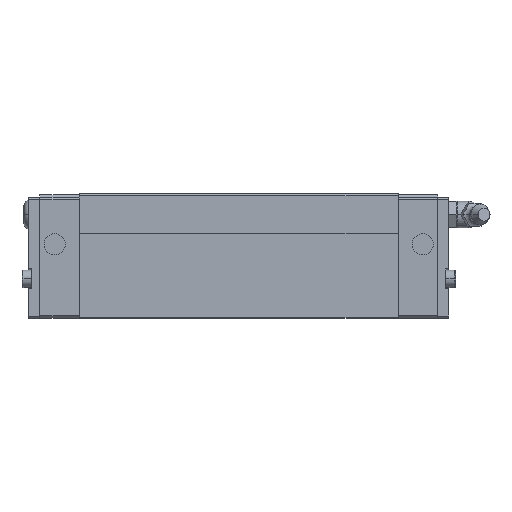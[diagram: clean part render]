
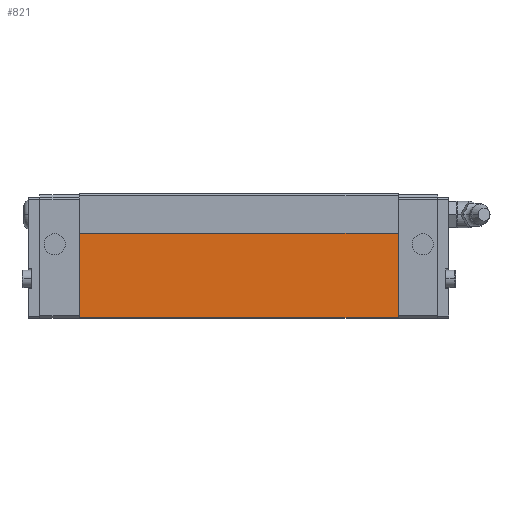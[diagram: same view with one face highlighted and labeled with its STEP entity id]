
A CAD part, left-side view. The second image highlights one B-rep face of the part: STEP entity #821.
In plain terms, the highlighted planar face has unit normal (-1, 0, 0).
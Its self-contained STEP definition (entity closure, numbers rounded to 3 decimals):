
#821=ADVANCED_FACE('',(#1697),#1698,.T.);
#1697=FACE_OUTER_BOUND('',#2610,.T.);
#1698=PLANE('',#2611);
#2610=EDGE_LOOP('',(#5067,#5068,#5069,#5070));
#2611=AXIS2_PLACEMENT_3D('',#5071,#5072,#5073);
#5067=ORIENTED_EDGE('',*,*,#5876,.F.);
#5068=ORIENTED_EDGE('',*,*,#6317,.F.);
#5069=ORIENTED_EDGE('',*,*,#6272,.F.);
#5070=ORIENTED_EDGE('',*,*,#6315,.T.);
#5071=CARTESIAN_POINT('',(-42.2,84.901,14.0));
#5072=DIRECTION('',(-1.0,0.0,0.0));
#5073=DIRECTION('',(0.0,0.0,1.0));
#5876=EDGE_CURVE('',#7178,#7180,#7181,.T.);
#6272=EDGE_CURVE('',#7743,#7745,#7746,.T.);
#6315=EDGE_CURVE('',#7743,#7180,#7791,.T.);
#6317=EDGE_CURVE('',#7745,#7178,#7793,.T.);
#7178=VERTEX_POINT('',#9088);
#7180=VERTEX_POINT('',#9091);
#7181=LINE('',#9092,#9093);
#7743=VERTEX_POINT('',#10111);
#7745=VERTEX_POINT('',#10114);
#7746=LINE('',#10115,#10116);
#7791=LINE('',#10182,#10183);
#7793=LINE('',#10185,#10186);
#9088=CARTESIAN_POINT('',(-42.2,149.301,9.7));
#9091=CARTESIAN_POINT('',(-42.2,149.301,44.0));
#9092=CARTESIAN_POINT('',(-42.2,149.301,24.375));
#9093=VECTOR('',#10905,1.0);
#10111=CARTESIAN_POINT('',(-42.2,20.501,44.0));
#10114=CARTESIAN_POINT('',(-42.2,20.501,9.7));
#10115=CARTESIAN_POINT('',(-42.2,20.501,24.375));
#10116=VECTOR('',#11229,1.0);
#10182=CARTESIAN_POINT('',(-42.2,84.901,44.0));
#10183=VECTOR('',#11263,1.0);
#10185=CARTESIAN_POINT('',(-42.2,117.101,9.7));
#10186=VECTOR('',#11264,1.0);
#10905=DIRECTION('',(0.0,0.0,1.0));
#11229=DIRECTION('',(-0.0,-0.0,-1.0));
#11263=DIRECTION('',(0.0,1.0,0.0));
#11264=DIRECTION('',(0.0,1.0,-0.0));
